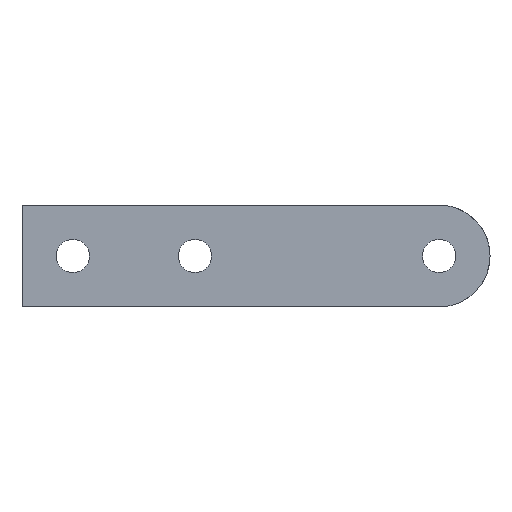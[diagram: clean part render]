
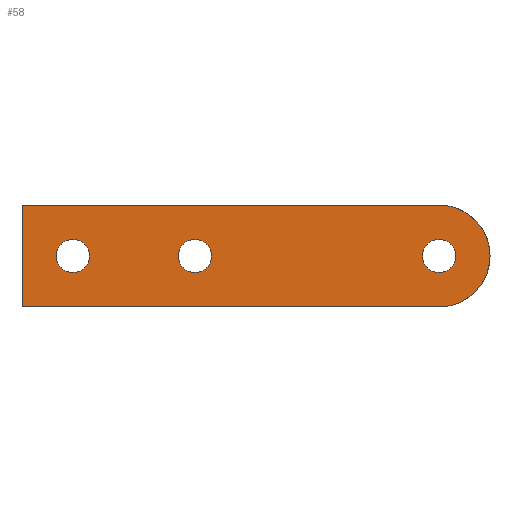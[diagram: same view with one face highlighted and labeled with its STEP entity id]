
A CAD part, top view. The second image highlights one B-rep face of the part: STEP entity #58.
In plain terms, the highlighted planar face has unit normal (0, 0, 1).
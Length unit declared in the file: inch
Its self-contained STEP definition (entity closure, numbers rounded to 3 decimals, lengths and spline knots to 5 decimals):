
#58=ADVANCED_FACE('',(#120,#121,#122,#123),#124,.T.);
#120=FACE_BOUND('',#225,.T.);
#121=FACE_BOUND('',#226,.T.);
#122=FACE_BOUND('',#227,.T.);
#123=FACE_OUTER_BOUND('',#228,.T.);
#124=PLANE('',#229);
#225=EDGE_LOOP('',(#368,#369,#370,#371));
#226=EDGE_LOOP('',(#372,#373,#374,#375));
#227=EDGE_LOOP('',(#376,#377,#378,#379));
#228=EDGE_LOOP('',(#380,#381,#382,#383,#384));
#229=AXIS2_PLACEMENT_3D('',#385,#386,#387);
#368=ORIENTED_EDGE('',*,*,#476,.F.);
#369=ORIENTED_EDGE('',*,*,#490,.F.);
#370=ORIENTED_EDGE('',*,*,#500,.F.);
#371=ORIENTED_EDGE('',*,*,#486,.F.);
#372=ORIENTED_EDGE('',*,*,#501,.F.);
#373=ORIENTED_EDGE('',*,*,#502,.F.);
#374=ORIENTED_EDGE('',*,*,#503,.F.);
#375=ORIENTED_EDGE('',*,*,#495,.F.);
#376=ORIENTED_EDGE('',*,*,#504,.F.);
#377=ORIENTED_EDGE('',*,*,#505,.F.);
#378=ORIENTED_EDGE('',*,*,#471,.F.);
#379=ORIENTED_EDGE('',*,*,#506,.F.);
#380=ORIENTED_EDGE('',*,*,#507,.F.);
#381=ORIENTED_EDGE('',*,*,#508,.F.);
#382=ORIENTED_EDGE('',*,*,#481,.F.);
#383=ORIENTED_EDGE('',*,*,#509,.F.);
#384=ORIENTED_EDGE('',*,*,#510,.F.);
#385=CARTESIAN_POINT('',(2.75519,0.62499,0.1875));
#386=DIRECTION('',(0.0,0.0,1.0));
#387=DIRECTION('',(1.0,0.0,0.0));
#471=EDGE_CURVE('',#542,#543,#544,.T.);
#476=EDGE_CURVE('',#551,#552,#553,.T.);
#481=EDGE_CURVE('',#560,#561,#562,.T.);
#486=EDGE_CURVE('',#552,#569,#570,.T.);
#490=EDGE_CURVE('',#575,#551,#576,.T.);
#495=EDGE_CURVE('',#582,#583,#584,.T.);
#500=EDGE_CURVE('',#569,#575,#591,.T.);
#501=EDGE_CURVE('',#592,#582,#593,.T.);
#502=EDGE_CURVE('',#594,#592,#595,.T.);
#503=EDGE_CURVE('',#583,#594,#596,.T.);
#504=EDGE_CURVE('',#597,#598,#599,.T.);
#505=EDGE_CURVE('',#543,#597,#600,.T.);
#506=EDGE_CURVE('',#598,#542,#601,.T.);
#507=EDGE_CURVE('',#602,#603,#604,.T.);
#508=EDGE_CURVE('',#561,#602,#605,.T.);
#509=EDGE_CURVE('',#606,#560,#607,.T.);
#510=EDGE_CURVE('',#603,#606,#608,.T.);
#542=VERTEX_POINT('',#647);
#543=VERTEX_POINT('',#648);
#544=B_SPLINE_CURVE_WITH_KNOTS('',3,(#649,#650,#651,#652),.UNSPECIFIED.,.F.,.F.,(4,4),(0.0,1.0),.UNSPECIFIED.);
#551=VERTEX_POINT('',#664);
#552=VERTEX_POINT('',#665);
#553=B_SPLINE_CURVE_WITH_KNOTS('',3,(#666,#667,#668,#669),.UNSPECIFIED.,.F.,.F.,(4,4),(0.0,1.0),.UNSPECIFIED.);
#560=VERTEX_POINT('',#681);
#561=VERTEX_POINT('',#682);
#562=LINE('',#683,#684);
#569=VERTEX_POINT('',#694);
#570=B_SPLINE_CURVE_WITH_KNOTS('',3,(#695,#696,#697,#698),.UNSPECIFIED.,.F.,.F.,(4,4),(0.0,1.0),.UNSPECIFIED.);
#575=VERTEX_POINT('',#707);
#576=B_SPLINE_CURVE_WITH_KNOTS('',3,(#708,#709,#710,#711),.UNSPECIFIED.,.F.,.F.,(4,4),(0.0,1.0),.UNSPECIFIED.);
#582=VERTEX_POINT('',#721);
#583=VERTEX_POINT('',#722);
#584=B_SPLINE_CURVE_WITH_KNOTS('',3,(#723,#724,#725,#726),.UNSPECIFIED.,.F.,.F.,(4,4),(0.0,1.0),.UNSPECIFIED.);
#591=B_SPLINE_CURVE_WITH_KNOTS('',3,(#738,#739,#740,#741),.UNSPECIFIED.,.F.,.F.,(4,4),(0.0,1.0),.UNSPECIFIED.);
#592=VERTEX_POINT('',#742);
#593=B_SPLINE_CURVE_WITH_KNOTS('',3,(#743,#744,#745,#746),.UNSPECIFIED.,.F.,.F.,(4,4),(0.0,1.0),.UNSPECIFIED.);
#594=VERTEX_POINT('',#747);
#595=B_SPLINE_CURVE_WITH_KNOTS('',3,(#748,#749,#750,#751),.UNSPECIFIED.,.F.,.F.,(4,4),(0.0,1.0),.UNSPECIFIED.);
#596=B_SPLINE_CURVE_WITH_KNOTS('',3,(#752,#753,#754,#755),.UNSPECIFIED.,.F.,.F.,(4,4),(0.0,1.0),.UNSPECIFIED.);
#597=VERTEX_POINT('',#756);
#598=VERTEX_POINT('',#757);
#599=B_SPLINE_CURVE_WITH_KNOTS('',3,(#758,#759,#760,#761),.UNSPECIFIED.,.F.,.F.,(4,4),(0.0,1.0),.UNSPECIFIED.);
#600=B_SPLINE_CURVE_WITH_KNOTS('',3,(#762,#763,#764,#765),.UNSPECIFIED.,.F.,.F.,(4,4),(0.0,1.0),.UNSPECIFIED.);
#601=B_SPLINE_CURVE_WITH_KNOTS('',3,(#766,#767,#768,#769),.UNSPECIFIED.,.F.,.F.,(4,4),(0.0,1.0),.UNSPECIFIED.);
#602=VERTEX_POINT('',#770);
#603=VERTEX_POINT('',#771);
#604=B_SPLINE_CURVE_WITH_KNOTS('',3,(#772,#773,#774,#775),.UNSPECIFIED.,.F.,.F.,(4,4),(-1.0,-0.0),.UNSPECIFIED.);
#605=LINE('',#776,#777);
#606=VERTEX_POINT('',#778);
#607=LINE('',#779,#780);
#608=B_SPLINE_CURVE_WITH_KNOTS('',3,(#781,#782,#783,#784),.UNSPECIFIED.,.F.,.F.,(4,4),(-1.0,-0.0),.UNSPECIFIED.);
#647=CARTESIAN_POINT('',(4.92175,0.62499,0.1875));
#648=CARTESIAN_POINT('',(5.12488,0.42188,0.1875));
#649=CARTESIAN_POINT('',(4.92175,0.62499,0.1875));
#650=CARTESIAN_POINT('',(4.92175,0.51282,0.1875));
#651=CARTESIAN_POINT('',(5.0127,0.42188,0.1875));
#652=CARTESIAN_POINT('',(5.12488,0.42188,0.1875));
#664=CARTESIAN_POINT('',(2.32806,0.62499,0.1875));
#665=CARTESIAN_POINT('',(2.12495,0.8281,0.1875));
#666=CARTESIAN_POINT('',(2.32806,0.62499,0.1875));
#667=CARTESIAN_POINT('',(2.32806,0.73718,0.1875));
#668=CARTESIAN_POINT('',(2.23712,0.8281,0.1875));
#669=CARTESIAN_POINT('',(2.12495,0.8281,0.1875));
#681=CARTESIAN_POINT('',(0.0,0.0,0.1875));
#682=CARTESIAN_POINT('',(0.0,1.24997,0.1875));
#683=CARTESIAN_POINT('',(0.0,1.24997,0.1875));
#684=VECTOR('',#862,1.0);
#694=CARTESIAN_POINT('',(1.92181,0.62499,0.1875));
#695=CARTESIAN_POINT('',(2.12495,0.8281,0.1875));
#696=CARTESIAN_POINT('',(2.01276,0.8281,0.1875));
#697=CARTESIAN_POINT('',(1.92181,0.73718,0.1875));
#698=CARTESIAN_POINT('',(1.92181,0.62499,0.1875));
#707=CARTESIAN_POINT('',(2.12495,0.42188,0.1875));
#708=CARTESIAN_POINT('',(2.12495,0.42188,0.1875));
#709=CARTESIAN_POINT('',(2.23712,0.42188,0.1875));
#710=CARTESIAN_POINT('',(2.32806,0.51282,0.1875));
#711=CARTESIAN_POINT('',(2.32806,0.62499,0.1875));
#721=CARTESIAN_POINT('',(0.62499,0.8281,0.1875));
#722=CARTESIAN_POINT('',(0.42188,0.62499,0.1875));
#723=CARTESIAN_POINT('',(0.62499,0.8281,0.1875));
#724=CARTESIAN_POINT('',(0.5128,0.8281,0.1875));
#725=CARTESIAN_POINT('',(0.42188,0.73718,0.1875));
#726=CARTESIAN_POINT('',(0.42188,0.62499,0.1875));
#738=CARTESIAN_POINT('',(1.92181,0.62499,0.1875));
#739=CARTESIAN_POINT('',(1.92181,0.51282,0.1875));
#740=CARTESIAN_POINT('',(2.01276,0.42188,0.1875));
#741=CARTESIAN_POINT('',(2.12495,0.42188,0.1875));
#742=CARTESIAN_POINT('',(0.8281,0.62499,0.1875));
#743=CARTESIAN_POINT('',(0.8281,0.62499,0.1875));
#744=CARTESIAN_POINT('',(0.8281,0.73718,0.1875));
#745=CARTESIAN_POINT('',(0.73717,0.8281,0.1875));
#746=CARTESIAN_POINT('',(0.62499,0.8281,0.1875));
#747=CARTESIAN_POINT('',(0.62499,0.42188,0.1875));
#748=CARTESIAN_POINT('',(0.62499,0.42188,0.1875));
#749=CARTESIAN_POINT('',(0.73717,0.42188,0.1875));
#750=CARTESIAN_POINT('',(0.8281,0.51282,0.1875));
#751=CARTESIAN_POINT('',(0.8281,0.62499,0.1875));
#752=CARTESIAN_POINT('',(0.42188,0.62499,0.1875));
#753=CARTESIAN_POINT('',(0.42188,0.51282,0.1875));
#754=CARTESIAN_POINT('',(0.5128,0.42188,0.1875));
#755=CARTESIAN_POINT('',(0.62499,0.42188,0.1875));
#756=CARTESIAN_POINT('',(5.32798,0.62499,0.1875));
#757=CARTESIAN_POINT('',(5.12488,0.8281,0.1875));
#758=CARTESIAN_POINT('',(5.32798,0.62499,0.1875));
#759=CARTESIAN_POINT('',(5.32798,0.73718,0.1875));
#760=CARTESIAN_POINT('',(5.23708,0.8281,0.1875));
#761=CARTESIAN_POINT('',(5.12488,0.8281,0.1875));
#762=CARTESIAN_POINT('',(5.12488,0.42188,0.1875));
#763=CARTESIAN_POINT('',(5.23708,0.42188,0.1875));
#764=CARTESIAN_POINT('',(5.32798,0.51282,0.1875));
#765=CARTESIAN_POINT('',(5.32798,0.62499,0.1875));
#766=CARTESIAN_POINT('',(5.12488,0.8281,0.1875));
#767=CARTESIAN_POINT('',(5.0127,0.8281,0.1875));
#768=CARTESIAN_POINT('',(4.92175,0.73718,0.1875));
#769=CARTESIAN_POINT('',(4.92175,0.62499,0.1875));
#770=CARTESIAN_POINT('',(5.12488,1.24997,0.1875));
#771=CARTESIAN_POINT('',(5.74985,0.62499,0.1875));
#772=CARTESIAN_POINT('',(5.12488,1.24997,0.1875));
#773=CARTESIAN_POINT('',(5.47004,1.24997,0.1875));
#774=CARTESIAN_POINT('',(5.74985,0.97016,0.1875));
#775=CARTESIAN_POINT('',(5.74985,0.62499,0.1875));
#776=CARTESIAN_POINT('',(5.12488,1.24997,0.1875));
#777=VECTOR('',#870,1.0);
#778=CARTESIAN_POINT('',(5.12488,0.0,0.1875));
#779=CARTESIAN_POINT('',(0.0,0.0,0.1875));
#780=VECTOR('',#871,1.0);
#781=CARTESIAN_POINT('',(5.74985,0.62499,0.1875));
#782=CARTESIAN_POINT('',(5.74985,0.27983,0.1875));
#783=CARTESIAN_POINT('',(5.47004,0.0,0.1875));
#784=CARTESIAN_POINT('',(5.12488,0.0,0.1875));
#862=DIRECTION('',(0.0,1.0,0.0));
#870=DIRECTION('',(1.0,0.0,0.0));
#871=DIRECTION('',(-1.0,-0.0,-0.0));
